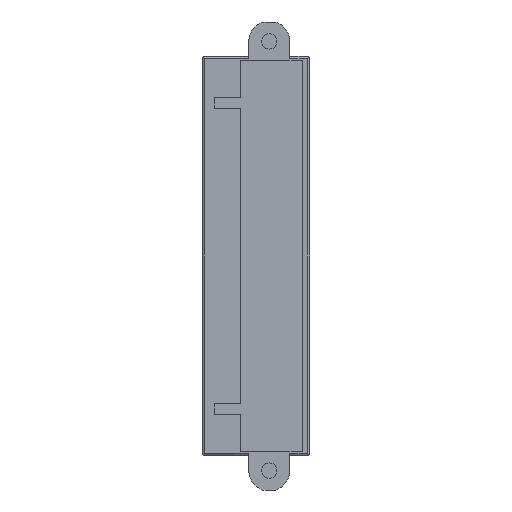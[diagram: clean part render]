
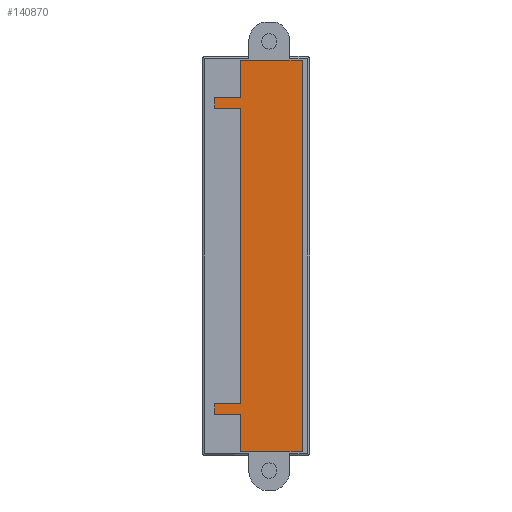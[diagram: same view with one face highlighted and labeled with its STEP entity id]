
A CAD part, left-side view. The second image highlights one B-rep face of the part: STEP entity #140870.
In plain terms, the highlighted face is planar.
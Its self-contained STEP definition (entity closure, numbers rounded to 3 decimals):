
#45900=CARTESIAN_POINT('',(77.2,16.,9.1));
#45910=VERTEX_POINT('',#45900);
#45940=CARTESIAN_POINT('',(0.,16.,9.1));
#45950=DIRECTION('',(1.,0.,0.));
#45960=VECTOR('',#45950,1.);
#45970=LINE('',#45940,#45960);
#45980=CARTESIAN_POINT('',(0.8,16.,9.1));
#45990=VERTEX_POINT('',#45980);
#46000=EDGE_CURVE('',#45990,#45910,#45970,.T.);
#47270=CARTESIAN_POINT('',(0.8,16.,0.));
#47280=DIRECTION('',(-0.,0.,-1.));
#47290=VECTOR('',#47280,1.);
#47300=LINE('',#47270,#47290);
#47310=CARTESIAN_POINT('',(0.8,16.,-9.));
#47320=VERTEX_POINT('',#47310);
#47330=EDGE_CURVE('',#45990,#47320,#47300,.T.);
#51100=CARTESIAN_POINT('',(77.2,16.,-9.));
#51110=VERTEX_POINT('',#51100);
#51160=CARTESIAN_POINT('',(0.,16.,-9.));
#51170=DIRECTION('',(-1.,0.,0.));
#51180=VECTOR('',#51170,1.);
#51190=LINE('',#51160,#51180);
#51200=EDGE_CURVE('',#51110,#47320,#51190,.T.);
#140220=CARTESIAN_POINT('',(77.2,16.,0.));
#140230=DIRECTION('',(0.,0.,1.));
#140240=VECTOR('',#140230,1.);
#140250=LINE('',#140220,#140240);
#140260=EDGE_CURVE('',#51110,#45910,#140250,.T.);
#140760=CARTESIAN_POINT('',(54.24,16.,9.1));
#140770=DIRECTION('',(0.,-1.,0.));
#140780=DIRECTION('',(0.,0.,-1.));
#140790=AXIS2_PLACEMENT_3D('',#140760,#140770,#140780);
#140800=PLANE('',#140790);
#140810=ORIENTED_EDGE('',*,*,#140260,.T.);
#140820=ORIENTED_EDGE('',*,*,#51200,.F.);
#140830=ORIENTED_EDGE('',*,*,#47330,.T.);
#140840=ORIENTED_EDGE('',*,*,#46000,.F.);
#140850=EDGE_LOOP('',(#140840,#140830,#140820,#140810));
#140860=FACE_OUTER_BOUND('',#140850,.T.);
#140870=ADVANCED_FACE('',(#140860),#140800,.T.);
